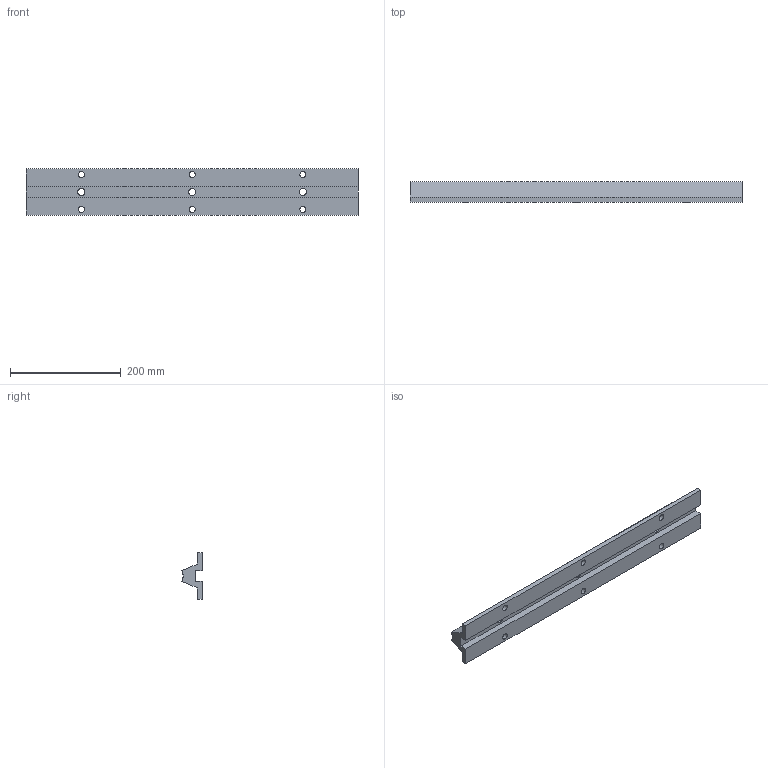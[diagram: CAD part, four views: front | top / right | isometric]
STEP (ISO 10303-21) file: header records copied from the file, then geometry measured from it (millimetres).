
FILE_DESCRIPTION( ( 'STEP AP214' ), '1' );
FILE_NAME( 'WUM-50_Bohrteilung_200_2_14a.stp', ' ', ( ' ' ), ( ' ' ), 'PSStep 15.0.47', 'PARTsolutions', ' ' );
FILE_SCHEMA( ( 'AUTOMOTIVE_DESIGN { 1 0 10303 214 1 1 1 1 }' ) );
Length unit declared in the file: millimetre
Products named in the file (1): HI_WUM-50 Bohrteilung 200
Bounding box: 599.5 x 36.88 x 84 mm (x, y, z)
Volume: 794996.8 mm3; surface area: 154207.5 mm2
Topology: 1 solids, 1 shells, 28 faces, 87 edges, 58 vertices
Faces by surface type: plane 15, cylinder 13
Full cylindrical faces by diameter (mm): 11 x6, 13 x3
Entity records: 1184 total; most frequent: DIRECTION 162, CARTESIAN_POINT 159, ORIENTED_EDGE 150, EDGE_CURVE 75, AXIS2_PLACEMENT_3D 58, VERTEX_POINT 55, EDGE_LOOP 52, LINE 46
